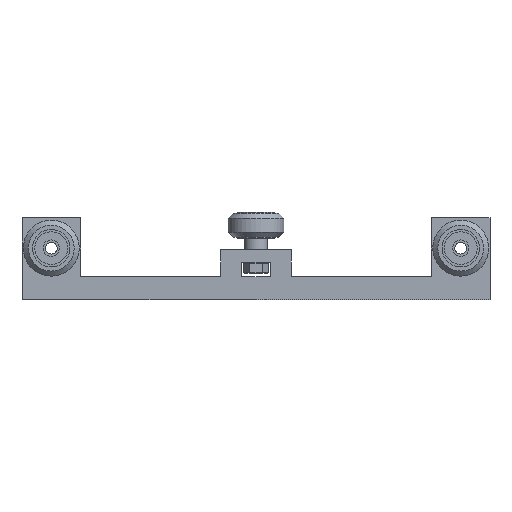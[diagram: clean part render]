
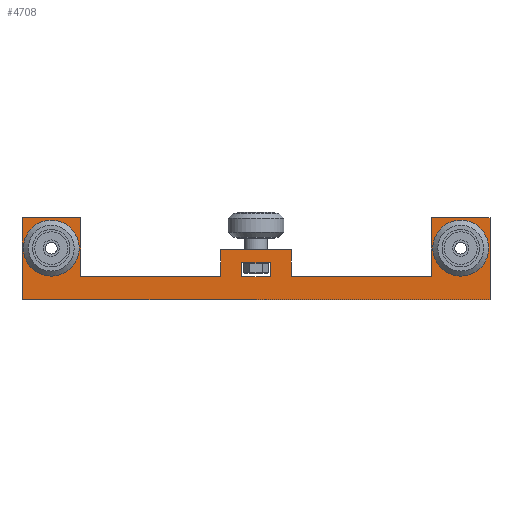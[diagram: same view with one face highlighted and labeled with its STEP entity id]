
A CAD part, front view. The second image highlights one B-rep face of the part: STEP entity #4708.
In plain terms, the highlighted planar face has unit normal (0, -1, 0).
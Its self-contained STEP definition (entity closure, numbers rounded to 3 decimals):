
#135=FACE_BOUND('',#1019,.T.);
#136=FACE_BOUND('',#1020,.T.);
#137=FACE_BOUND('',#1021,.T.);
#246=PLANE('',#5219);
#629=FACE_OUTER_BOUND('',#1018,.T.);
#1018=EDGE_LOOP('',(#3902,#3903,#3904,#3905,#3906,#3907,#3908,#3909,#3910,
#3911,#3912,#3913));
#1019=EDGE_LOOP('',(#3914,#3915,#3916,#3917));
#1020=EDGE_LOOP('',(#3918));
#1021=EDGE_LOOP('',(#3919));
#1256=LINE('',#7328,#1712);
#1264=LINE('',#7344,#1720);
#1269=LINE('',#7355,#1725);
#1272=LINE('',#7359,#1728);
#1285=LINE('',#7401,#1741);
#1287=LINE('',#7407,#1743);
#1291=LINE('',#7413,#1747);
#1303=LINE('',#7440,#1759);
#1309=LINE('',#7452,#1765);
#1325=LINE('',#7482,#1781);
#1331=LINE('',#7493,#1787);
#1335=LINE('',#7502,#1791);
#1340=LINE('',#7512,#1796);
#1356=LINE('',#7545,#1812);
#1357=LINE('',#7546,#1813);
#1358=LINE('',#7547,#1814);
#1712=VECTOR('',#6044,10.);
#1720=VECTOR('',#6056,10.);
#1725=VECTOR('',#6065,10.);
#1728=VECTOR('',#6070,10.);
#1741=VECTOR('',#6113,10.);
#1743=VECTOR('',#6117,10.);
#1747=VECTOR('',#6123,10.);
#1759=VECTOR('',#6143,10.);
#1765=VECTOR('',#6153,10.);
#1781=VECTOR('',#6179,10.);
#1787=VECTOR('',#6191,10.);
#1791=VECTOR('',#6197,10.);
#1796=VECTOR('',#6206,10.);
#1812=VECTOR('',#6236,10.);
#1813=VECTOR('',#6237,10.);
#1814=VECTOR('',#6238,10.);
#2230=CIRCLE('',#5185,2.5);
#2234=CIRCLE('',#5191,2.5);
#2398=VERTEX_POINT('',#7325);
#2399=VERTEX_POINT('',#7327);
#2405=VERTEX_POINT('',#7342);
#2409=VERTEX_POINT('',#7354);
#2414=VERTEX_POINT('',#7376);
#2418=VERTEX_POINT('',#7388);
#2421=VERTEX_POINT('',#7395);
#2423=VERTEX_POINT('',#7399);
#2424=VERTEX_POINT('',#7403);
#2426=VERTEX_POINT('',#7406);
#2436=VERTEX_POINT('',#7436);
#2438=VERTEX_POINT('',#7439);
#2442=VERTEX_POINT('',#7451);
#2451=VERTEX_POINT('',#7478);
#2455=VERTEX_POINT('',#7496);
#2457=VERTEX_POINT('',#7500);
#2460=VERTEX_POINT('',#7510);
#2470=VERTEX_POINT('',#7544);
#2864=EDGE_CURVE('',#2399,#2398,#1256,.T.);
#2872=EDGE_CURVE('',#2398,#2405,#1264,.T.);
#2877=EDGE_CURVE('',#2409,#2399,#1269,.T.);
#2880=EDGE_CURVE('',#2405,#2409,#1272,.T.);
#2889=EDGE_CURVE('',#2414,#2414,#2230,.T.);
#2895=EDGE_CURVE('',#2418,#2418,#2234,.T.);
#2901=EDGE_CURVE('',#2421,#2423,#1285,.T.);
#2903=EDGE_CURVE('',#2424,#2426,#1287,.T.);
#2907=EDGE_CURVE('',#2426,#2423,#1291,.T.);
#2919=EDGE_CURVE('',#2436,#2438,#1303,.T.);
#2925=EDGE_CURVE('',#2438,#2442,#1309,.T.);
#2941=EDGE_CURVE('',#2451,#2442,#1325,.T.);
#2947=EDGE_CURVE('',#2421,#2436,#1331,.T.);
#2951=EDGE_CURVE('',#2455,#2457,#1335,.T.);
#2956=EDGE_CURVE('',#2460,#2457,#1340,.T.);
#2972=EDGE_CURVE('',#2470,#2451,#1356,.T.);
#2973=EDGE_CURVE('',#2455,#2424,#1357,.T.);
#2974=EDGE_CURVE('',#2470,#2460,#1358,.T.);
#3902=ORIENTED_EDGE('',*,*,#2972,.T.);
#3903=ORIENTED_EDGE('',*,*,#2941,.T.);
#3904=ORIENTED_EDGE('',*,*,#2925,.F.);
#3905=ORIENTED_EDGE('',*,*,#2919,.F.);
#3906=ORIENTED_EDGE('',*,*,#2947,.F.);
#3907=ORIENTED_EDGE('',*,*,#2901,.T.);
#3908=ORIENTED_EDGE('',*,*,#2907,.F.);
#3909=ORIENTED_EDGE('',*,*,#2903,.F.);
#3910=ORIENTED_EDGE('',*,*,#2973,.F.);
#3911=ORIENTED_EDGE('',*,*,#2951,.T.);
#3912=ORIENTED_EDGE('',*,*,#2956,.F.);
#3913=ORIENTED_EDGE('',*,*,#2974,.F.);
#3914=ORIENTED_EDGE('',*,*,#2880,.T.);
#3915=ORIENTED_EDGE('',*,*,#2877,.T.);
#3916=ORIENTED_EDGE('',*,*,#2864,.T.);
#3917=ORIENTED_EDGE('',*,*,#2872,.T.);
#3918=ORIENTED_EDGE('',*,*,#2889,.T.);
#3919=ORIENTED_EDGE('',*,*,#2895,.T.);
#4708=ADVANCED_FACE('',(#629,#135,#136,#137),#246,.T.);
#5185=AXIS2_PLACEMENT_3D('',#7377,#6089,#6090);
#5191=AXIS2_PLACEMENT_3D('',#7389,#6103,#6104);
#5219=AXIS2_PLACEMENT_3D('',#7543,#6234,#6235);
#6044=DIRECTION('',(-1.,0.,0.));
#6056=DIRECTION('',(0.,0.,1.));
#6065=DIRECTION('',(0.,0.,-1.));
#6070=DIRECTION('',(1.,0.,0.));
#6089=DIRECTION('center_axis',(0.,1.,0.));
#6090=DIRECTION('ref_axis',(1.,0.,0.));
#6103=DIRECTION('center_axis',(0.,1.,0.));
#6104=DIRECTION('ref_axis',(1.,0.,0.));
#6113=DIRECTION('',(0.,0.,1.));
#6117=DIRECTION('',(0.,0.,1.));
#6123=DIRECTION('',(1.,0.,0.));
#6143=DIRECTION('',(0.,0.,1.));
#6153=DIRECTION('',(1.,0.,0.));
#6179=DIRECTION('',(0.,0.,1.));
#6191=DIRECTION('',(1.,0.,0.));
#6197=DIRECTION('',(0.,0.,1.));
#6206=DIRECTION('',(1.,0.,0.));
#6234=DIRECTION('center_axis',(0.,-1.,0.));
#6235=DIRECTION('ref_axis',(1.,0.,0.));
#6236=DIRECTION('',(1.,0.,0.));
#6237=DIRECTION('',(1.,0.,0.));
#6238=DIRECTION('',(0.,0.,1.));
#7325=CARTESIAN_POINT('',(-6.,-100.,9.8));
#7327=CARTESIAN_POINT('',(6.,-100.,9.8));
#7328=CARTESIAN_POINT('',(-34.5,-100.,9.8));
#7342=CARTESIAN_POINT('',(-6.,-100.,15.8));
#7344=CARTESIAN_POINT('',(-6.,-100.,4.9));
#7354=CARTESIAN_POINT('',(6.,-100.,15.8));
#7355=CARTESIAN_POINT('',(6.,-100.,7.9));
#7359=CARTESIAN_POINT('',(-40.5,-100.,15.8));
#7376=CARTESIAN_POINT('',(-90.,-100.,22.));
#7377=CARTESIAN_POINT('Origin',(-87.5,-100.,22.));
#7388=CARTESIAN_POINT('',(85.,-100.,22.));
#7389=CARTESIAN_POINT('Origin',(87.5,-100.,22.));
#7395=CARTESIAN_POINT('',(15.,-100.,10.));
#7399=CARTESIAN_POINT('',(15.,-100.,21.3));
#7401=CARTESIAN_POINT('',(15.,-100.,0.));
#7403=CARTESIAN_POINT('',(-15.,-100.,10.));
#7406=CARTESIAN_POINT('',(-15.,-100.,21.3));
#7407=CARTESIAN_POINT('',(-15.,-100.,0.));
#7413=CARTESIAN_POINT('',(-15.,-100.,21.3));
#7436=CARTESIAN_POINT('',(75.,-100.,10.));
#7439=CARTESIAN_POINT('',(75.,-100.,35.));
#7440=CARTESIAN_POINT('',(75.,-100.,0.));
#7451=CARTESIAN_POINT('',(100.,-100.,35.));
#7452=CARTESIAN_POINT('',(100.,-100.,35.));
#7478=CARTESIAN_POINT('',(100.,-100.,0.));
#7482=CARTESIAN_POINT('',(100.,-100.,0.));
#7493=CARTESIAN_POINT('',(100.,-100.,10.));
#7496=CARTESIAN_POINT('',(-75.,-100.,10.));
#7500=CARTESIAN_POINT('',(-75.,-100.,35.));
#7502=CARTESIAN_POINT('',(-75.,-100.,0.));
#7510=CARTESIAN_POINT('',(-100.,-100.,35.));
#7512=CARTESIAN_POINT('',(-100.,-100.,35.));
#7543=CARTESIAN_POINT('Origin',(-75.,-100.,0.));
#7544=CARTESIAN_POINT('',(-100.,-100.,0.));
#7545=CARTESIAN_POINT('',(-100.,-100.,0.));
#7546=CARTESIAN_POINT('',(100.,-100.,10.));
#7547=CARTESIAN_POINT('',(-100.,-100.,0.));
